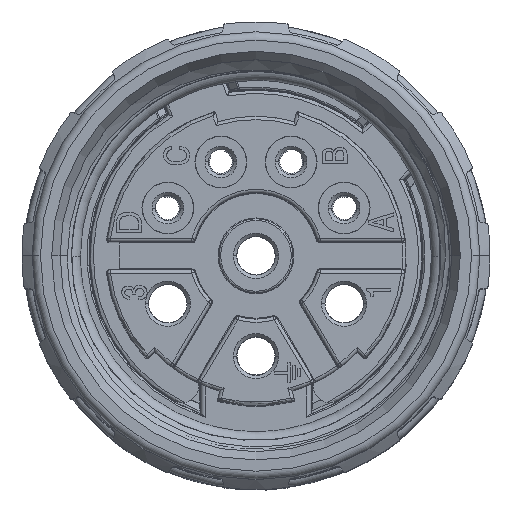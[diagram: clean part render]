
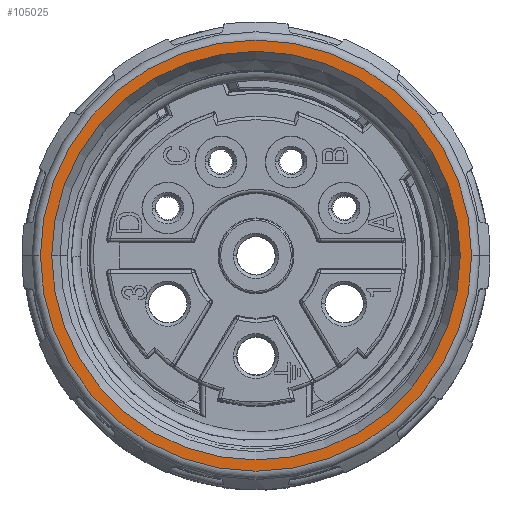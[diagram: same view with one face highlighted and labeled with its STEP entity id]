
A CAD part, top view. The second image highlights one B-rep face of the part: STEP entity #105025.
In plain terms, the highlighted planar face has unit normal (0, 0, 1).
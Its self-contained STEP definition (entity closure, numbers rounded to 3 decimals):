
#40489=CARTESIAN_POINT('',(0.,0.,45.7));
#40490=DIRECTION('',(0.,0.,1.));
#40491=DIRECTION('',(-1.,0.,0.));
#40492=AXIS2_PLACEMENT_3D('',#40489,#40490,#40491);
#40494=CARTESIAN_POINT('',(0.,0.,45.7));
#40495=DIRECTION('',(0.,0.,1.));
#40496=DIRECTION('',(1.,0.,0.));
#40497=AXIS2_PLACEMENT_3D('',#40494,#40495,#40496);
#40499=CARTESIAN_POINT('',(0.,0.,45.7));
#40500=DIRECTION('',(0.,0.,1.));
#40501=DIRECTION('',(1.,0.,0.));
#40502=AXIS2_PLACEMENT_3D('',#40499,#40500,#40501);
#40504=CARTESIAN_POINT('',(0.,0.,45.7));
#40505=DIRECTION('',(0.,0.,1.));
#40506=DIRECTION('',(-1.,0.,0.));
#40507=AXIS2_PLACEMENT_3D('',#40504,#40505,#40506);
#45103=CARTESIAN_POINT('',(12.225,0.,45.7));
#45104=CARTESIAN_POINT('',(-12.225,0.,45.7));
#45105=VERTEX_POINT('',#45103);
#45106=VERTEX_POINT('',#45104);
#45539=CARTESIAN_POINT('',(-12.9,0.,45.7));
#45540=CARTESIAN_POINT('',(12.9,0.,45.7));
#45541=VERTEX_POINT('',#45539);
#45542=VERTEX_POINT('',#45540);
#105010=CARTESIAN_POINT('',(0.,0.,45.7));
#105011=DIRECTION('',(0.,0.,-1.));
#105012=DIRECTION('',(1.,0.,0.));
#105013=AXIS2_PLACEMENT_3D('',#105010,#105011,#105012);
#105014=PLANE('',#105013);
#105016=ORIENTED_EDGE('',*,*,#105015,.F.);
#105018=ORIENTED_EDGE('',*,*,#105017,.F.);
#105019=EDGE_LOOP('',(#105016,#105018));
#105020=FACE_OUTER_BOUND('',#105019,.F.);
#105021=ORIENTED_EDGE('',*,*,#104992,.T.);
#105022=ORIENTED_EDGE('',*,*,#104977,.T.);
#105023=EDGE_LOOP('',(#105021,#105022));
#105024=FACE_BOUND('',#105023,.F.);
#40493=CIRCLE('',#40492,12.9);
#40498=CIRCLE('',#40497,12.9);
#40503=CIRCLE('',#40502,12.225);
#40508=CIRCLE('',#40507,12.225);
#104977=EDGE_CURVE('',#45106,#45105,#40508,.T.);
#104992=EDGE_CURVE('',#45105,#45106,#40503,.T.);
#105015=EDGE_CURVE('',#45541,#45542,#40493,.T.);
#105017=EDGE_CURVE('',#45542,#45541,#40498,.T.);
#105025=ADVANCED_FACE('',(#105020,#105024),#105014,.F.);
